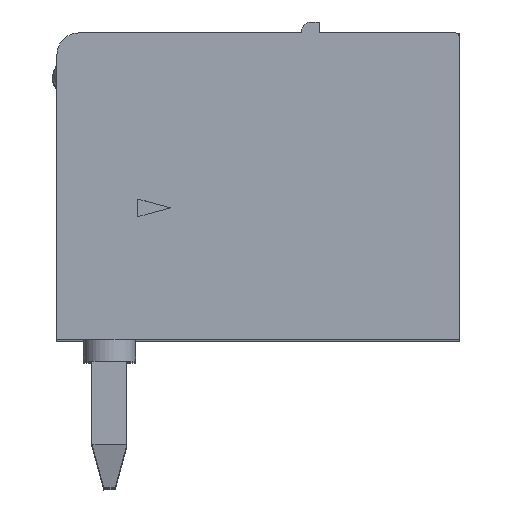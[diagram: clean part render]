
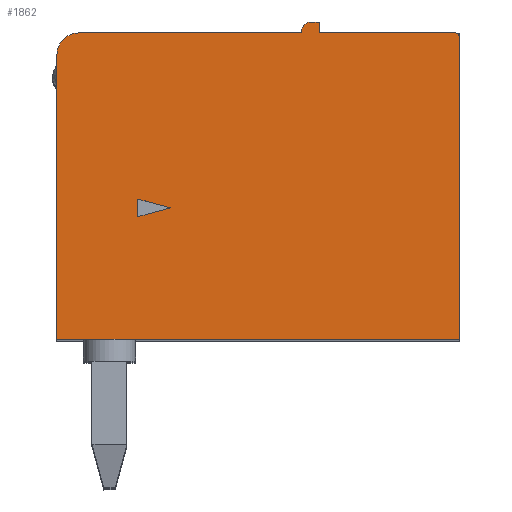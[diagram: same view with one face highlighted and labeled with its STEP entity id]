
A CAD part, top view. The second image highlights one B-rep face of the part: STEP entity #1862.
In plain terms, the highlighted planar face has unit normal (0, 0, 1).
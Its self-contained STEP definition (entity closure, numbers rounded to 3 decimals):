
#1862=ADVANCED_FACE('',(#3875,#3876),#3877,.T.);
#3875=FACE_OUTER_BOUND('',#5979,.T.);
#3876=FACE_BOUND('',#5980,.T.);
#3877=PLANE('',#5981);
#5979=EDGE_LOOP('',(#11405,#11406,#11407,#11408,#11409,#11410,#11411,#11412,#11413,#11414,#11415));
#5980=EDGE_LOOP('',(#11416,#11417,#11418));
#5981=AXIS2_PLACEMENT_3D('',#11419,#11420,#11421);
#11405=ORIENTED_EDGE('',*,*,#12570,.F.);
#11406=ORIENTED_EDGE('',*,*,#14206,.T.);
#11407=ORIENTED_EDGE('',*,*,#12286,.F.);
#11408=ORIENTED_EDGE('',*,*,#12679,.T.);
#11409=ORIENTED_EDGE('',*,*,#12482,.F.);
#11410=ORIENTED_EDGE('',*,*,#12450,.F.);
#11411=ORIENTED_EDGE('',*,*,#12564,.F.);
#11412=ORIENTED_EDGE('',*,*,#12478,.T.);
#11413=ORIENTED_EDGE('',*,*,#12622,.F.);
#11414=ORIENTED_EDGE('',*,*,#12639,.F.);
#11415=ORIENTED_EDGE('',*,*,#12664,.T.);
#11416=ORIENTED_EDGE('',*,*,#12709,.F.);
#11417=ORIENTED_EDGE('',*,*,#12707,.F.);
#11418=ORIENTED_EDGE('',*,*,#12660,.F.);
#11419=CARTESIAN_POINT('',(0.0,0.0,2.6));
#11420=DIRECTION('',(0.0,0.0,1.0));
#11421=DIRECTION('',(1.0,0.0,0.0));
#12286=EDGE_CURVE('',#14662,#14601,#14664,.T.);
#12450=EDGE_CURVE('',#14979,#14975,#14981,.T.);
#12478=EDGE_CURVE('',#15029,#15026,#15030,.T.);
#12482=EDGE_CURVE('',#14975,#15035,#15036,.T.);
#12564=EDGE_CURVE('',#15029,#14979,#15169,.T.);
#12570=EDGE_CURVE('',#15177,#15172,#15179,.T.);
#12622=EDGE_CURVE('',#15276,#15026,#15279,.T.);
#12639=EDGE_CURVE('',#15301,#15276,#15303,.T.);
#12660=EDGE_CURVE('',#15342,#15337,#15344,.T.);
#12664=EDGE_CURVE('',#15301,#15172,#15348,.T.);
#12679=EDGE_CURVE('',#14662,#15035,#15364,.T.);
#12707=EDGE_CURVE('',#15337,#15394,#15396,.T.);
#12709=EDGE_CURVE('',#15394,#15342,#15398,.T.);
#14206=EDGE_CURVE('',#15177,#14601,#17437,.T.);
#14601=VERTEX_POINT('',#18029);
#14662=VERTEX_POINT('',#18120);
#14664=LINE('',#18123,#18124);
#14975=VERTEX_POINT('',#18567);
#14979=VERTEX_POINT('',#18573);
#14981=LINE('',#18576,#18577);
#15026=VERTEX_POINT('',#18649);
#15029=VERTEX_POINT('',#18653);
#15030=CIRCLE('',#18654,0.2);
#15035=VERTEX_POINT('',#18660);
#15036=LINE('',#18661,#18662);
#15169=LINE('',#19370,#19371);
#15172=VERTEX_POINT('',#19375);
#15177=VERTEX_POINT('',#19382);
#15179=LINE('',#19385,#19386);
#15276=VERTEX_POINT('',#19516);
#15279=LINE('',#19520,#19521);
#15301=VERTEX_POINT('',#19553);
#15303=LINE('',#19556,#19557);
#15337=VERTEX_POINT('',#19591);
#15342=VERTEX_POINT('',#19598);
#15344=LINE('',#19601,#19602);
#15348=CIRCLE('',#19607,0.5);
#15364=CIRCLE('',#19628,0.1);
#15394=VERTEX_POINT('',#19846);
#15396=LINE('',#19849,#19850);
#15398=LINE('',#19852,#19853);
#17437=LINE('',#26859,#26860);
#18029=CARTESIAN_POINT('',(9.2,0.,2.6));
#18120=CARTESIAN_POINT('',(9.2,6.9,2.6));
#18123=CARTESIAN_POINT('',(9.2,0.0,2.6));
#18124=VECTOR('',#28133,1.0);
#18567=CARTESIAN_POINT('',(6.0,7.0,2.6));
#18573=CARTESIAN_POINT('',(6.0,7.25,2.6));
#18576=CARTESIAN_POINT('',(6.0,0.0,2.6));
#18577=VECTOR('',#28344,1.0);
#18649=CARTESIAN_POINT('',(5.6,7.05,2.6));
#18653=CARTESIAN_POINT('',(5.8,7.25,2.6));
#18654=AXIS2_PLACEMENT_3D('',#28376,#28377,#28378);
#18660=CARTESIAN_POINT('',(9.1,7.,2.6));
#18661=CARTESIAN_POINT('',(0.0,7.0,2.6));
#18662=VECTOR('',#28383,1.0);
#19370=CARTESIAN_POINT('',(0.0,7.25,2.6));
#19371=VECTOR('',#28455,1.0);
#19375=CARTESIAN_POINT('',(0.0,6.5,2.6));
#19382=CARTESIAN_POINT('',(0.,0.,2.6));
#19385=CARTESIAN_POINT('',(0.0,0.0,2.6));
#19386=VECTOR('',#28460,1.0);
#19516=CARTESIAN_POINT('',(5.6,7.0,2.6));
#19520=CARTESIAN_POINT('',(5.6,0.0,2.6));
#19521=VECTOR('',#28540,1.0);
#19553=CARTESIAN_POINT('',(0.5,7.0,2.6));
#19556=CARTESIAN_POINT('',(0.0,7.0,2.6));
#19557=VECTOR('',#28555,1.0);
#19591=CARTESIAN_POINT('',(2.6,3.,2.6));
#19598=CARTESIAN_POINT('',(1.85,2.799,2.6));
#19601=CARTESIAN_POINT('',(0.0,2.303,2.6));
#19602=VECTOR('',#28607,1.0);
#19607=AXIS2_PLACEMENT_3D('',#28609,#28610,#28611);
#19628=AXIS2_PLACEMENT_3D('',#28626,#28627,#28628);
#19846=CARTESIAN_POINT('',(1.85,3.201,2.6));
#19849=CARTESIAN_POINT('',(0.0,3.697,2.6));
#19850=VECTOR('',#28647,1.0);
#19852=CARTESIAN_POINT('',(1.85,0.0,2.6));
#19853=VECTOR('',#28648,1.0);
#26859=CARTESIAN_POINT('',(0.0,0.,2.6));
#26860=VECTOR('',#29923,1.0);
#28133=DIRECTION('',(0.0,-1.0,0.0));
#28344=DIRECTION('',(0.0,-1.0,0.0));
#28376=CARTESIAN_POINT('',(5.8,7.05,2.6));
#28377=DIRECTION('',(0.0,0.0,1.0));
#28378=DIRECTION('',(1.0,0.0,0.0));
#28383=DIRECTION('',(1.0,0.0,0.0));
#28455=DIRECTION('',(1.0,0.0,0.0));
#28460=DIRECTION('',(0.0,1.0,0.0));
#28540=DIRECTION('',(0.0,1.0,0.0));
#28555=DIRECTION('',(1.0,0.0,0.0));
#28607=DIRECTION('',(0.966,0.259,0.0));
#28609=CARTESIAN_POINT('',(0.5,6.5,2.6));
#28610=DIRECTION('',(0.0,0.0,1.0));
#28611=DIRECTION('',(1.0,0.0,0.0));
#28626=CARTESIAN_POINT('',(9.1,6.9,2.6));
#28627=DIRECTION('',(0.0,0.0,1.0));
#28628=DIRECTION('',(1.0,0.0,0.0));
#28647=DIRECTION('',(-0.966,0.259,0.0));
#28648=DIRECTION('',(0.0,-1.0,0.0));
#29923=DIRECTION('',(1.0,0.,0.0));
